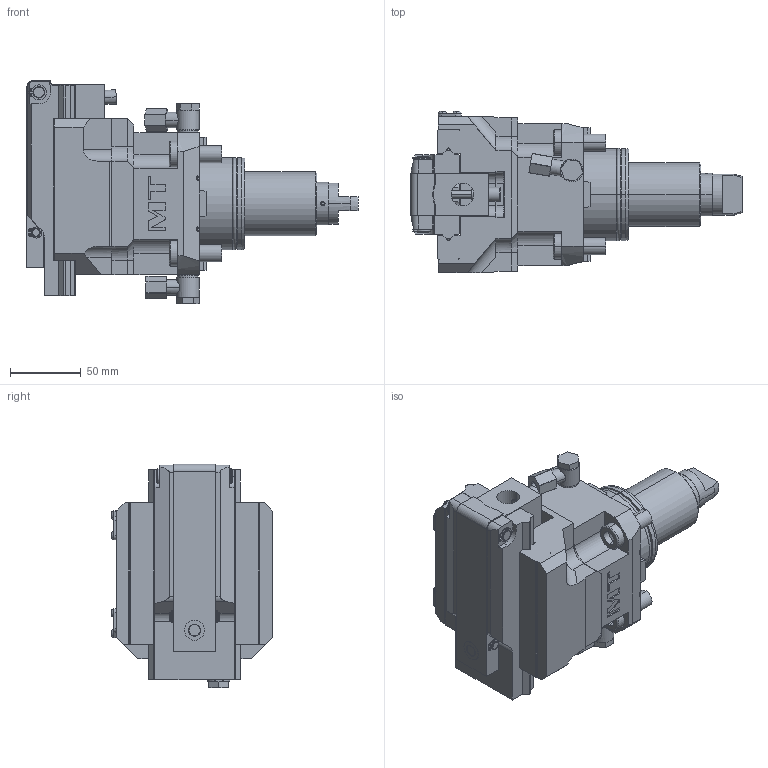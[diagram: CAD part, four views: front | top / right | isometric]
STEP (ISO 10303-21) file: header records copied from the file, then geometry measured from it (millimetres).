
FILE_DESCRIPTION((''),'2;1');
FILE_NAME('DWO1530200_CONF','2023-05-05T16:29:41',('gvalli'),('M.T. srl'),'CREO PARAMETRIC BY PTC INC, 2021072','CREO PARAMETRIC BY PTC INC, 2021072','');
FILE_SCHEMA(('CONFIG_CONTROL_DESIGN'));
Length unit declared in the file: millimetre
Products named in the file (1): DWO1530200_CONF
Bounding box: 234.05 x 113.65 x 157.5 mm (x, y, z)
Volume: 1367216.6 mm3; surface area: 150408.1 mm2
Topology: 1 solids, 1 shells, 734 faces, 1884 edges, 1194 vertices
Faces by surface type: plane 390, cylinder 263, cone 47, torus 22, bspline 8, extrusion 4
Entity records: 24184 total; most frequent: CARTESIAN_POINT 6028, DIRECTION 3824, ORIENTED_EDGE 3736, EDGE_CURVE 1868, AXIS2_PLACEMENT_3D 1336, VERTEX_POINT 1194, VECTOR 1152, LINE 1148
